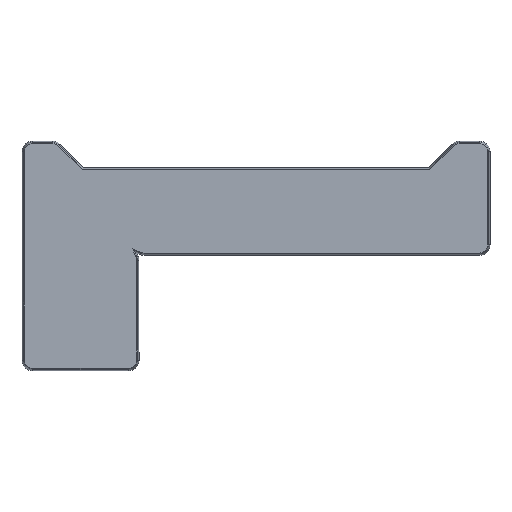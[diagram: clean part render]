
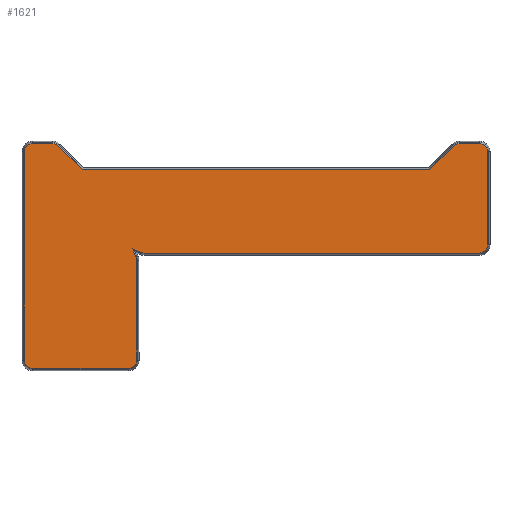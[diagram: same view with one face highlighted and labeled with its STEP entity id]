
A CAD part, top view. The second image highlights one B-rep face of the part: STEP entity #1621.
In plain terms, the highlighted planar face has unit normal (0, 0, 1).
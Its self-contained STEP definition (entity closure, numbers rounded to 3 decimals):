
#82=PLANE('',#1820);
#186=FACE_OUTER_BOUND('',#293,.T.);
#293=EDGE_LOOP('',(#1434,#1435,#1436,#1437,#1438,#1439,#1440,#1441,#1442,
#1443,#1444,#1445,#1446,#1447,#1448,#1449,#1450,#1451,#1452,#1453,#1454));
#332=LINE('',#2432,#467);
#336=LINE('',#2444,#471);
#340=LINE('',#2456,#475);
#346=LINE('',#2475,#481);
#362=LINE('',#2597,#497);
#366=LINE('',#2609,#501);
#373=LINE('',#2627,#508);
#407=LINE('',#2835,#542);
#411=LINE('',#2844,#546);
#414=LINE('',#2852,#549);
#415=LINE('',#2854,#550);
#429=LINE('',#2927,#564);
#467=VECTOR('',#1919,10.);
#471=VECTOR('',#1931,10.);
#475=VECTOR('',#1943,10.);
#481=VECTOR('',#1963,10.);
#497=VECTOR('',#2045,10.);
#501=VECTOR('',#2057,10.);
#508=VECTOR('',#2076,10.);
#542=VECTOR('',#2230,10.);
#546=VECTOR('',#2240,10.);
#549=VECTOR('',#2249,10.);
#550=VECTOR('',#2252,10.);
#564=VECTOR('',#2308,10.);
#585=CIRCLE('',#1673,1.4);
#587=CIRCLE('',#1677,1.4);
#589=CIRCLE('',#1681,1.4);
#591=CIRCLE('',#1684,1.4);
#612=CIRCLE('',#1721,1.4);
#614=CIRCLE('',#1726,1.4);
#647=CIRCLE('',#1790,1.4);
#648=CIRCLE('',#1793,1.4);
#659=CIRCLE('',#1818,1.4);
#694=VERTEX_POINT('',#2429);
#695=VERTEX_POINT('',#2431);
#697=VERTEX_POINT('',#2437);
#699=VERTEX_POINT('',#2443);
#701=VERTEX_POINT('',#2449);
#703=VERTEX_POINT('',#2455);
#705=VERTEX_POINT('',#2461);
#708=VERTEX_POINT('',#2468);
#709=VERTEX_POINT('',#2470);
#728=VERTEX_POINT('',#2596);
#730=VERTEX_POINT('',#2602);
#732=VERTEX_POINT('',#2608);
#734=VERTEX_POINT('',#2616);
#737=VERTEX_POINT('',#2626);
#769=VERTEX_POINT('',#2832);
#770=VERTEX_POINT('',#2834);
#771=VERTEX_POINT('',#2838);
#772=VERTEX_POINT('',#2842);
#773=VERTEX_POINT('',#2846);
#774=VERTEX_POINT('',#2850);
#785=VERTEX_POINT('',#2925);
#832=EDGE_CURVE('',#694,#695,#332,.T.);
#835=EDGE_CURVE('',#695,#697,#585,.T.);
#838=EDGE_CURVE('',#697,#699,#336,.T.);
#841=EDGE_CURVE('',#699,#701,#587,.T.);
#844=EDGE_CURVE('',#701,#703,#340,.T.);
#847=EDGE_CURVE('',#703,#705,#589,.T.);
#851=EDGE_CURVE('',#708,#709,#591,.T.);
#854=EDGE_CURVE('',#709,#694,#346,.T.);
#891=EDGE_CURVE('',#705,#728,#362,.T.);
#894=EDGE_CURVE('',#728,#730,#612,.T.);
#897=EDGE_CURVE('',#730,#732,#366,.T.);
#901=EDGE_CURVE('',#732,#734,#614,.T.);
#906=EDGE_CURVE('',#734,#737,#373,.T.);
#975=EDGE_CURVE('',#769,#770,#407,.T.);
#978=EDGE_CURVE('',#771,#769,#647,.T.);
#980=EDGE_CURVE('',#772,#771,#411,.T.);
#982=EDGE_CURVE('',#773,#772,#648,.T.);
#984=EDGE_CURVE('',#774,#773,#414,.T.);
#985=EDGE_CURVE('',#737,#774,#415,.T.);
#1010=EDGE_CURVE('',#785,#708,#429,.T.);
#1011=EDGE_CURVE('',#770,#785,#659,.T.);
#1434=ORIENTED_EDGE('',*,*,#1010,.F.);
#1435=ORIENTED_EDGE('',*,*,#1011,.F.);
#1436=ORIENTED_EDGE('',*,*,#975,.F.);
#1437=ORIENTED_EDGE('',*,*,#978,.F.);
#1438=ORIENTED_EDGE('',*,*,#980,.F.);
#1439=ORIENTED_EDGE('',*,*,#982,.F.);
#1440=ORIENTED_EDGE('',*,*,#984,.F.);
#1441=ORIENTED_EDGE('',*,*,#985,.F.);
#1442=ORIENTED_EDGE('',*,*,#906,.F.);
#1443=ORIENTED_EDGE('',*,*,#901,.F.);
#1444=ORIENTED_EDGE('',*,*,#897,.F.);
#1445=ORIENTED_EDGE('',*,*,#894,.F.);
#1446=ORIENTED_EDGE('',*,*,#891,.F.);
#1447=ORIENTED_EDGE('',*,*,#847,.F.);
#1448=ORIENTED_EDGE('',*,*,#844,.F.);
#1449=ORIENTED_EDGE('',*,*,#841,.F.);
#1450=ORIENTED_EDGE('',*,*,#838,.F.);
#1451=ORIENTED_EDGE('',*,*,#835,.F.);
#1452=ORIENTED_EDGE('',*,*,#832,.F.);
#1453=ORIENTED_EDGE('',*,*,#854,.F.);
#1454=ORIENTED_EDGE('',*,*,#851,.F.);
#1621=ADVANCED_FACE('',(#186),#82,.T.);
#1673=AXIS2_PLACEMENT_3D('',#2438,#1925,#1926);
#1677=AXIS2_PLACEMENT_3D('',#2450,#1937,#1938);
#1681=AXIS2_PLACEMENT_3D('',#2462,#1949,#1950);
#1684=AXIS2_PLACEMENT_3D('',#2471,#1957,#1958);
#1721=AXIS2_PLACEMENT_3D('',#2603,#2051,#2052);
#1726=AXIS2_PLACEMENT_3D('',#2617,#2066,#2067);
#1790=AXIS2_PLACEMENT_3D('',#2840,#2235,#2236);
#1793=AXIS2_PLACEMENT_3D('',#2848,#2244,#2245);
#1818=AXIS2_PLACEMENT_3D('',#2929,#2311,#2312);
#1820=AXIS2_PLACEMENT_3D('',#2931,#2315,#2316);
#1919=DIRECTION('',(0.371,-0.929,0.));
#1925=DIRECTION('center_axis',(0.,0.,-1.));
#1926=DIRECTION('ref_axis',(0.982,0.189,0.));
#1931=DIRECTION('',(0.,-1.,0.));
#1937=DIRECTION('center_axis',(0.,0.,-1.));
#1938=DIRECTION('ref_axis',(0.707,-0.707,0.));
#1943=DIRECTION('',(-1.,0.,0.));
#1949=DIRECTION('center_axis',(0.,0.,-1.));
#1950=DIRECTION('ref_axis',(-0.707,-0.707,0.));
#1957=DIRECTION('center_axis',(0.,0.,-1.));
#1958=DIRECTION('ref_axis',(-0.202,-0.979,0.));
#1963=DIRECTION('',(-0.919,0.395,0.));
#2045=DIRECTION('',(0.,1.,0.));
#2051=DIRECTION('center_axis',(0.,0.,-1.));
#2052=DIRECTION('ref_axis',(-0.707,0.707,0.));
#2057=DIRECTION('',(1.,0.,0.));
#2066=DIRECTION('center_axis',(0.,0.,-1.));
#2067=DIRECTION('ref_axis',(0.383,0.924,0.));
#2076=DIRECTION('',(0.707,-0.707,0.));
#2230=DIRECTION('',(0.,-1.,0.));
#2235=DIRECTION('center_axis',(0.,0.,
-1.));
#2236=DIRECTION('ref_axis',(0.707,0.707,0.));
#2240=DIRECTION('',(1.,0.,0.));
#2244=DIRECTION('center_axis',(0.,0.,
-1.));
#2245=DIRECTION('ref_axis',(-0.383,0.924,0.));
#2249=DIRECTION('',(0.707,0.707,0.));
#2252=DIRECTION('',(1.,0.,0.));
#2308=DIRECTION('',(-1.,0.,0.));
#2311=DIRECTION('center_axis',(0.,0.,
-1.));
#2312=DIRECTION('ref_axis',(0.707,-0.707,0.));
#2315=DIRECTION('center_axis',(0.,0.,
1.));
#2316=DIRECTION('ref_axis',(1.,0.,0.));
#2429=CARTESIAN_POINT('',(18.927,-18.389,12.));
#2431=CARTESIAN_POINT('',(19.5,-19.827,12.));
#2432=CARTESIAN_POINT('',(21.825,-25.654,12.));
#2437=CARTESIAN_POINT('',(19.6,-20.346,12.));
#2438=CARTESIAN_POINT('Origin',(18.2,-20.346,12.));
#2443=CARTESIAN_POINT('',(19.6,-37.4,12.));
#2444=CARTESIAN_POINT('',(19.6,-29.4,12.));
#2449=CARTESIAN_POINT('',(18.2,-38.8,12.));
#2450=CARTESIAN_POINT('Origin',(18.2,-37.4,12.));
#2455=CARTESIAN_POINT('',(1.8,-38.8,12.));
#2456=CARTESIAN_POINT('',(26.5,-38.8,12.));
#2461=CARTESIAN_POINT('',(0.4,-37.4,12.));
#2462=CARTESIAN_POINT('Origin',(1.8,-37.4,12.));
#2468=CARTESIAN_POINT('',(20.87,-19.1,12.));
#2470=CARTESIAN_POINT('',(20.318,-18.986,12.));
#2471=CARTESIAN_POINT('Origin',(20.87,-17.7,12.));
#2475=CARTESIAN_POINT('',(33.971,-24.853,12.));
#2596=CARTESIAN_POINT('',(0.4,-1.8,12.));
#2597=CARTESIAN_POINT('',(0.4,-9.8,12.));
#2602=CARTESIAN_POINT('',(1.8,-0.4,12.));
#2603=CARTESIAN_POINT('Origin',(1.8,-1.8,12.));
#2608=CARTESIAN_POINT('',(5.254,-0.4,12.));
#2609=CARTESIAN_POINT('',(29.5,-0.4,12.));
#2616=CARTESIAN_POINT('',(6.244,-0.81,12.));
#2617=CARTESIAN_POINT('Origin',(5.254,-1.8,12.));
#2626=CARTESIAN_POINT('',(10.334,-4.9,12.));
#2627=CARTESIAN_POINT('',(24.617,-19.183,12.));
#2832=CARTESIAN_POINT('',(79.6,-1.8,12.));
#2834=CARTESIAN_POINT('',(79.6,-17.7,12.));
#2835=CARTESIAN_POINT('',(79.6,-19.55,12.));
#2838=CARTESIAN_POINT('',(78.2,-0.4,12.));
#2840=CARTESIAN_POINT('Origin',(78.2,-1.8,12.));
#2842=CARTESIAN_POINT('',(74.746,-0.4,12.));
#2844=CARTESIAN_POINT('',(53.5,-0.4,12.));
#2846=CARTESIAN_POINT('',(73.756,-0.81,12.));
#2848=CARTESIAN_POINT('Origin',(74.746,-1.8,12.));
#2850=CARTESIAN_POINT('',(69.666,-4.9,12.));
#2852=CARTESIAN_POINT('',(57.633,-16.933,12.));
#2854=CARTESIAN_POINT('',(48.25,-4.9,12.));
#2925=CARTESIAN_POINT('',(78.2,-19.1,12.));
#2927=CARTESIAN_POINT('',(10.75,-19.1,12.));
#2929=CARTESIAN_POINT('Origin',(78.2,-17.7,12.));
#2931=CARTESIAN_POINT('Origin',(27.,-19.6,12.));
